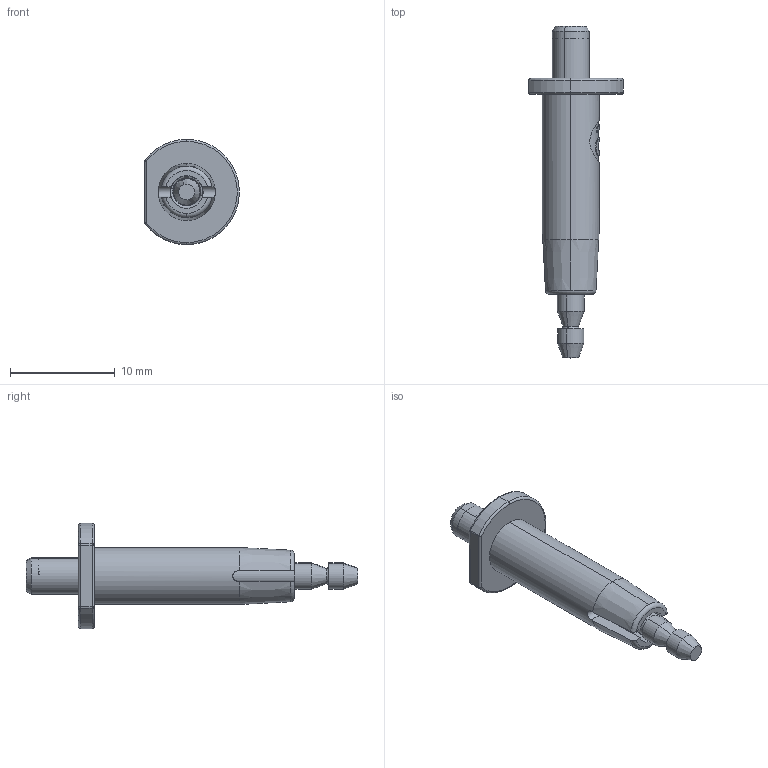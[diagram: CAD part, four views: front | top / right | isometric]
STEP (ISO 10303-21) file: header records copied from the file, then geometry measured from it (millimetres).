
FILE_DESCRIPTION (( 'STEP AP203' ), '1' );
FILE_NAME ('MM14.1.1 CINKO.STEP', '2024-11-22T08:39:04', ( '' ), ( '' ), 'SwSTEP 2.0', 'SolidWorks 2021', '' );
FILE_SCHEMA (( 'CONFIG_CONTROL_DESIGN' ));
Length unit declared in the file: millimetre
Products named in the file (4): MM14 PIM ZAMAK_CEKMELI; MM14 YAYI; MM14.1.1 CINKO; MM14 KOVAN ZAMAK_CEKMELI
Assembly tree (3 placements, depth 2):
  MM14.1.1 CINKO
    MM14 KOVAN ZAMAK_CEKMELI
    MM14 PIM ZAMAK_CEKMELI
    MM14 YAYI
Bounding box: 9.04 x 31.66 x 10.05 mm (x, y, z)
Volume: 505 mm3; surface area: 1112.5 mm2
Topology: 3 solids, 3 shells, 101 faces, 235 edges, 143 vertices
Faces by surface type: cylinder 26, plane 25, torus 21, cone 13, bspline 12, sphere 4
Entity records: 7008 total; most frequent: CARTESIAN_POINT 4346, DIRECTION 491, ORIENTED_EDGE 462, EDGE_CURVE 231, AXIS2_PLACEMENT_3D 207, VERTEX_POINT 143, CIRCLE 112, EDGE_LOOP 110
